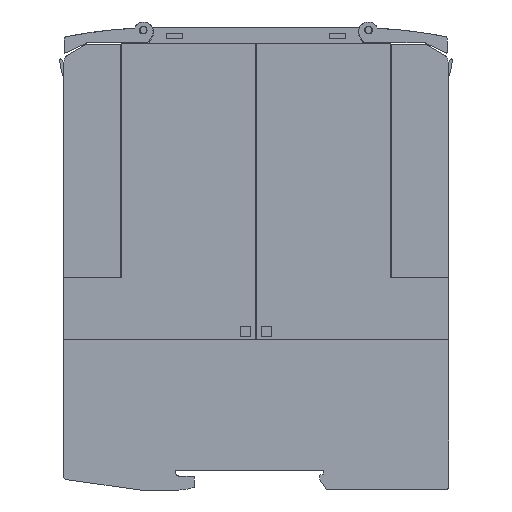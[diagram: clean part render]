
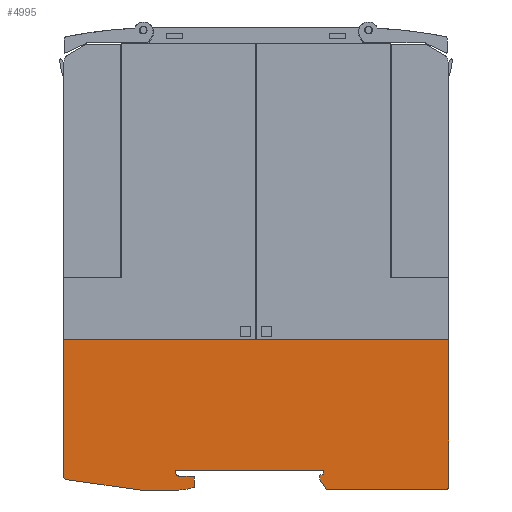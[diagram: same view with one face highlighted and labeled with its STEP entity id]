
A CAD part, left-side view. The second image highlights one B-rep face of the part: STEP entity #4995.
In plain terms, the highlighted planar face has unit normal (-1, 0, 0).
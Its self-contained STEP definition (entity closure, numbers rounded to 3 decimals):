
#4995=ADVANCED_FACE('',(#10137),#10138,.T.);
#10137=FACE_OUTER_BOUND('',#15271,.T.);
#10138=PLANE('',#15272);
#15271=EDGE_LOOP('',(#31071,#31072,#31073,#31074,#31075,#31076,#31077,#31078,#31079,#31080,#31081,#31082,#31083,#31084,#31085,#31086,#31087,#31088,#31089,#31090));
#15272=AXIS2_PLACEMENT_3D('',#31091,#31092,#31093);
#31071=ORIENTED_EDGE('',*,*,#37300,.F.);
#31072=ORIENTED_EDGE('',*,*,#37377,.F.);
#31073=ORIENTED_EDGE('',*,*,#37373,.F.);
#31074=ORIENTED_EDGE('',*,*,#37369,.F.);
#31075=ORIENTED_EDGE('',*,*,#37365,.F.);
#31076=ORIENTED_EDGE('',*,*,#37361,.F.);
#31077=ORIENTED_EDGE('',*,*,#37357,.F.);
#31078=ORIENTED_EDGE('',*,*,#37353,.F.);
#31079=ORIENTED_EDGE('',*,*,#37349,.F.);
#31080=ORIENTED_EDGE('',*,*,#37345,.F.);
#31081=ORIENTED_EDGE('',*,*,#37341,.F.);
#31082=ORIENTED_EDGE('',*,*,#37337,.F.);
#31083=ORIENTED_EDGE('',*,*,#37333,.F.);
#31084=ORIENTED_EDGE('',*,*,#37329,.F.);
#31085=ORIENTED_EDGE('',*,*,#37325,.F.);
#31086=ORIENTED_EDGE('',*,*,#37321,.F.);
#31087=ORIENTED_EDGE('',*,*,#37317,.F.);
#31088=ORIENTED_EDGE('',*,*,#37313,.F.);
#31089=ORIENTED_EDGE('',*,*,#37309,.F.);
#31090=ORIENTED_EDGE('',*,*,#37305,.F.);
#31091=CARTESIAN_POINT('',(0.0,51.037,19.348));
#31092=DIRECTION('',(-1.0,0.0,0.0));
#31093=DIRECTION('',(0.0,1.0,0.0));
#37300=EDGE_CURVE('',#46583,#46584,#46585,.T.);
#37305=EDGE_CURVE('',#46584,#46592,#46593,.T.);
#37309=EDGE_CURVE('',#46592,#46598,#46599,.T.);
#37313=EDGE_CURVE('',#46598,#46604,#46605,.T.);
#37317=EDGE_CURVE('',#46604,#46610,#46611,.T.);
#37321=EDGE_CURVE('',#46610,#46616,#46617,.T.);
#37325=EDGE_CURVE('',#46616,#46622,#46623,.T.);
#37329=EDGE_CURVE('',#46622,#46628,#46629,.T.);
#37333=EDGE_CURVE('',#46628,#46634,#46635,.T.);
#37337=EDGE_CURVE('',#46634,#46640,#46641,.T.);
#37341=EDGE_CURVE('',#46640,#46646,#46647,.T.);
#37345=EDGE_CURVE('',#46646,#46652,#46653,.T.);
#37349=EDGE_CURVE('',#46652,#46658,#46659,.T.);
#37353=EDGE_CURVE('',#46658,#46664,#46665,.T.);
#37357=EDGE_CURVE('',#46664,#46670,#46671,.T.);
#37361=EDGE_CURVE('',#46670,#46676,#46677,.T.);
#37365=EDGE_CURVE('',#46676,#46682,#46683,.T.);
#37369=EDGE_CURVE('',#46682,#46688,#46689,.T.);
#37373=EDGE_CURVE('',#46688,#46694,#46695,.T.);
#37377=EDGE_CURVE('',#46694,#46583,#46700,.T.);
#46583=VERTEX_POINT('',#60851);
#46584=VERTEX_POINT('',#60852);
#46585=CIRCLE('',#60853,10.);
#46592=VERTEX_POINT('',#60862);
#46593=LINE('',#60863,#60864);
#46598=VERTEX_POINT('',#60871);
#46599=LINE('',#60872,#60873);
#46604=VERTEX_POINT('',#60880);
#46605=CIRCLE('',#60881,1.);
#46610=VERTEX_POINT('',#60887);
#46611=LINE('',#60888,#60889);
#46616=VERTEX_POINT('',#60896);
#46617=LINE('',#60897,#60898);
#46622=VERTEX_POINT('',#60905);
#46623=LINE('',#60906,#60907);
#46628=VERTEX_POINT('',#60914);
#46629=CIRCLE('',#60915,1.);
#46634=VERTEX_POINT('',#60921);
#46635=LINE('',#60922,#60923);
#46640=VERTEX_POINT('',#60930);
#46641=LINE('',#60931,#60932);
#46646=VERTEX_POINT('',#60939);
#46647=LINE('',#60940,#60941);
#46652=VERTEX_POINT('',#60948);
#46653=LINE('',#60949,#60950);
#46658=VERTEX_POINT('',#60957);
#46659=LINE('',#60958,#60959);
#46664=VERTEX_POINT('',#60966);
#46665=LINE('',#60967,#60968);
#46670=VERTEX_POINT('',#60975);
#46671=CIRCLE('',#60976,0.3);
#46676=VERTEX_POINT('',#60982);
#46677=CIRCLE('',#60983,1.2);
#46682=VERTEX_POINT('',#60989);
#46683=LINE('',#60990,#60991);
#46688=VERTEX_POINT('',#60998);
#46689=LINE('',#60999,#61000);
#46694=VERTEX_POINT('',#61007);
#46695=LINE('',#61008,#61009);
#46700=LINE('',#61016,#61017);
#60851=CARTESIAN_POINT('',(0.0,68.755,0.256));
#60852=CARTESIAN_POINT('',(0.0,71.005,0.0));
#60853=AXIS2_PLACEMENT_3D('',#66905,#66906,#66907);
#60862=CARTESIAN_POINT('',(0.0,80.949,0.0));
#60863=CARTESIAN_POINT('',(0.0,71.005,0.0));
#60864=VECTOR('',#66913,1.0);
#60871=CARTESIAN_POINT('',(0.0,100.089,2.69));
#60872=CARTESIAN_POINT('',(0.0,80.949,0.0));
#60873=VECTOR('',#66916,1.0);
#60880=CARTESIAN_POINT('',(0.0,100.949,3.68));
#60881=AXIS2_PLACEMENT_3D('',#66919,#66920,#66921);
#60887=CARTESIAN_POINT('',(0.0,100.949,39.));
#60888=CARTESIAN_POINT('',(0.0,100.949,3.68));
#60889=VECTOR('',#66926,1.0);
#60896=CARTESIAN_POINT('',(0.0,0.949,39.));
#60897=CARTESIAN_POINT('',(0.0,100.949,39.));
#60898=VECTOR('',#66929,1.0);
#60905=CARTESIAN_POINT('',(0.0,0.949,1.));
#60906=CARTESIAN_POINT('',(0.0,0.949,39.));
#60907=VECTOR('',#66932,1.0);
#60914=CARTESIAN_POINT('',(0.0,1.949,0.));
#60915=AXIS2_PLACEMENT_3D('',#66935,#66936,#66937);
#60921=CARTESIAN_POINT('',(0.0,32.649,0.));
#60922=CARTESIAN_POINT('',(0.0,1.949,0.));
#60923=VECTOR('',#66942,1.0);
#60930=CARTESIAN_POINT('',(0.0,34.449,2.832));
#60931=CARTESIAN_POINT('',(0.0,32.649,0.));
#60932=VECTOR('',#66945,1.0);
#60939=CARTESIAN_POINT('',(0.0,34.449,3.832));
#60940=CARTESIAN_POINT('',(0.0,34.449,2.832));
#60941=VECTOR('',#66948,1.0);
#60948=CARTESIAN_POINT('',(0.0,33.449,4.1));
#60949=CARTESIAN_POINT('',(0.0,34.449,3.832));
#60950=VECTOR('',#66951,1.0);
#60957=CARTESIAN_POINT('',(0.0,33.449,5.1));
#60958=CARTESIAN_POINT('',(0.0,33.449,4.1));
#60959=VECTOR('',#66954,1.0);
#60966=CARTESIAN_POINT('',(0.0,71.649,5.1));
#60967=CARTESIAN_POINT('',(0.0,33.449,5.1));
#60968=VECTOR('',#66957,1.0);
#60975=CARTESIAN_POINT('',(0.0,71.949,4.8));
#60976=AXIS2_PLACEMENT_3D('',#66960,#66961,#66962);
#60982=CARTESIAN_POINT('',(0.0,70.749,3.6));
#60983=AXIS2_PLACEMENT_3D('',#66967,#66968,#66969);
#60989=CARTESIAN_POINT('',(0.0,67.749,3.6));
#60990=CARTESIAN_POINT('',(0.0,70.749,3.6));
#60991=VECTOR('',#66974,1.0);
#60998=CARTESIAN_POINT('',(0.0,66.949,3.4));
#60999=CARTESIAN_POINT('',(0.0,67.749,3.6));
#61000=VECTOR('',#66977,1.0);
#61007=CARTESIAN_POINT('',(0.0,66.949,0.673));
#61008=CARTESIAN_POINT('',(0.0,66.949,3.4));
#61009=VECTOR('',#66980,1.0);
#61016=CARTESIAN_POINT('',(0.0,66.949,0.673));
#61017=VECTOR('',#66983,1.0);
#66905=CARTESIAN_POINT('',(0.0,71.005,10.));
#66906=DIRECTION('',(1.0,0.0,0.0));
#66907=DIRECTION('',(0.0,0.,-1.0));
#66913=DIRECTION('',(0.0,1.0,0.0));
#66916=DIRECTION('',(0.0,0.99,0.139));
#66919=CARTESIAN_POINT('',(0.0,99.949,3.68));
#66920=DIRECTION('',(1.0,0.0,-0.0));
#66921=DIRECTION('',(0.0,1.0,0.));
#66926=DIRECTION('',(0.0,0.0,1.0));
#66929=DIRECTION('',(0.0,-1.0,0.0));
#66932=DIRECTION('',(0.0,0.0,-1.0));
#66935=CARTESIAN_POINT('',(0.0,1.949,1.));
#66936=DIRECTION('',(1.0,0.0,0.0));
#66937=DIRECTION('',(0.0,0.,-1.0));
#66942=DIRECTION('',(0.0,1.0,0.0));
#66945=DIRECTION('',(0.0,0.536,0.844));
#66948=DIRECTION('',(0.0,0.0,1.0));
#66951=DIRECTION('',(0.0,-0.966,0.259));
#66954=DIRECTION('',(0.0,0.0,1.0));
#66957=DIRECTION('',(0.0,1.0,0.0));
#66960=CARTESIAN_POINT('',(0.0,71.649,4.8));
#66961=DIRECTION('',(-1.0,0.0,0.0));
#66962=DIRECTION('',(0.0,0.,1.));
#66967=CARTESIAN_POINT('',(0.0,70.749,4.8));
#66968=DIRECTION('',(-1.0,0.0,0.0));
#66969=DIRECTION('',(0.0,1.0,0.));
#66974=DIRECTION('',(0.0,-1.0,0.0));
#66977=DIRECTION('',(0.0,-0.97,-0.243));
#66980=DIRECTION('',(0.0,0.,-1.0));
#66983=DIRECTION('',(0.0,0.974,-0.225));
